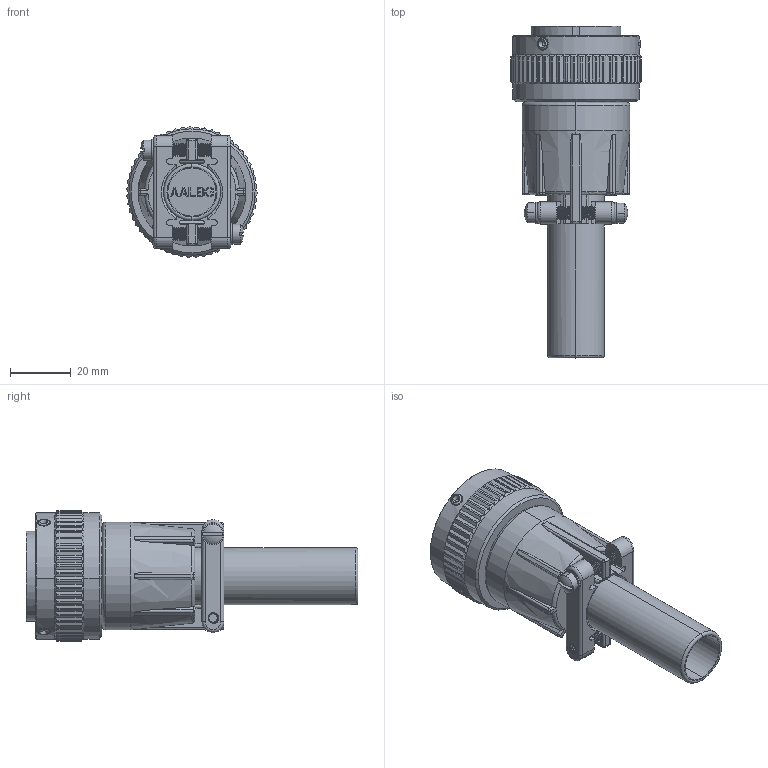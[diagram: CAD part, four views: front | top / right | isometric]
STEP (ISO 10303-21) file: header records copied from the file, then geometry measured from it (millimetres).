
FILE_DESCRIPTION((''),'2;1');
FILE_NAME('VG95234D-22_SW0001','2023-03-29T09:44:06',('paultorloting'),('NET AG system integration'),'CREO PARAMETRIC BY PTC INC, 2021404','CREO PARAMETRIC BY PTC INC, 2021404','');
FILE_SCHEMA(('AUTOMOTIVE_DESIGN { 1 0 10303 214 1 1 1 1 }'));
Products named in the file (1): VG95234D-22_SW0001
Bounding box: 42.97 x 109.39 x 42.96 mm (x, y, z)
Volume: 58147.6 mm3; surface area: 25504.3 mm2
Topology: 1 solids, 1 shells, 1023 faces, 2812 edges, 1812 vertices
Faces by surface type: plane 493, cylinder 330, cone 86, bspline 66, torus 32, sphere 16
Entity records: 74764 total; most frequent: CARTESIAN_POINT 44748, ORIENTED_EDGE 5612, DIRECTION 4421, EDGE_CURVE 2806, VERTEX_POINT 1812, AXIS2_PLACEMENT_3D 1490, VECTOR 1438, LINE 1438
